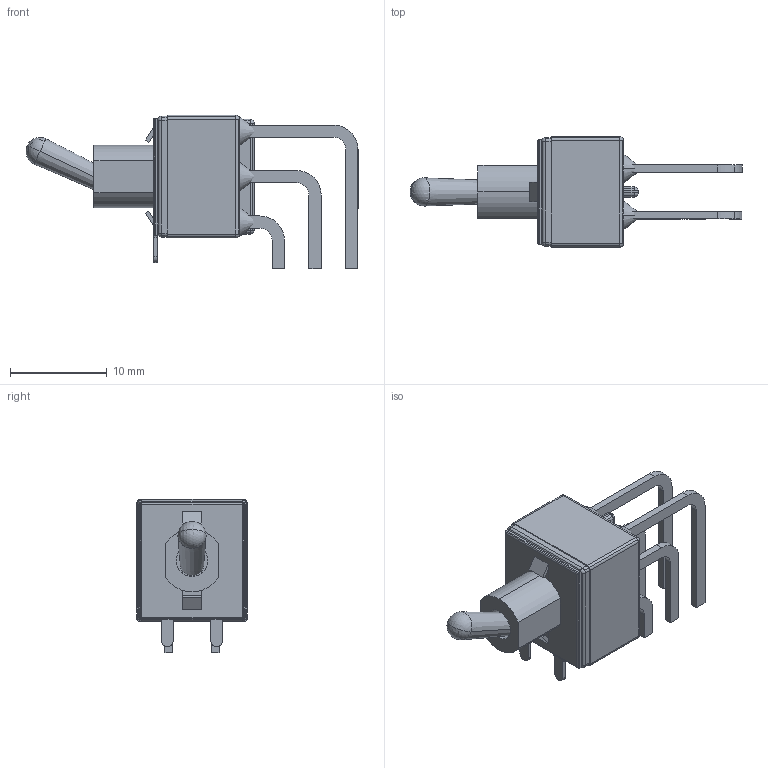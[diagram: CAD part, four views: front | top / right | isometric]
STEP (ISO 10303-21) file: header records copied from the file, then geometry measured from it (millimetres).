
FILE_DESCRIPTION((''),'2;1');
FILE_NAME('SW_C&K_E201MD1AV2BE.stp','2009-08-27T12:02:53',(''),(''),'Mechanical Desktop 2006','Mechanical Desktop 2006',', , ');
FILE_SCHEMA(('AUTOMOTIVE_DESIGN { 1 2 10303 214 0 1 1 1 }'));
Length unit declared in the file: millimetre
Products named in the file (1): Product
Bounding box: 34.36 x 11.43 x 15.88 mm (x, y, z)
Volume: 1598 mm3; surface area: 2136.1 mm2
Topology: 22 solids, 22 shells, 235 faces, 562 edges, 344 vertices
Faces by surface type: plane 109, cylinder 98, sphere 14, cone 14
Entity records: 6658 total; most frequent: DIRECTION 1211, CARTESIAN_POINT 1113, ORIENTED_EDGE 1066, EDGE_CURVE 533, AXIS2_PLACEMENT_3D 441, VERTEX_POINT 342, VECTOR 329, LINE 329
